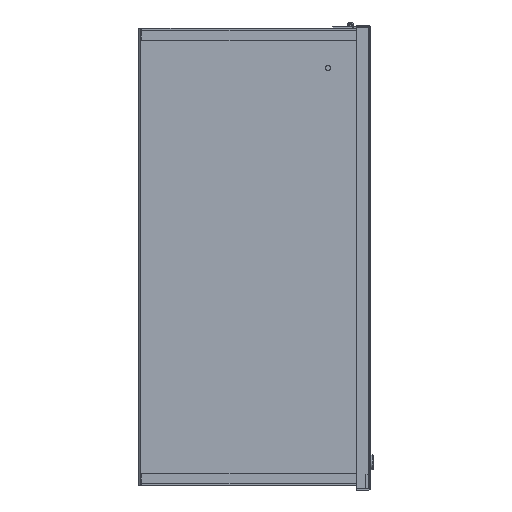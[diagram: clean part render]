
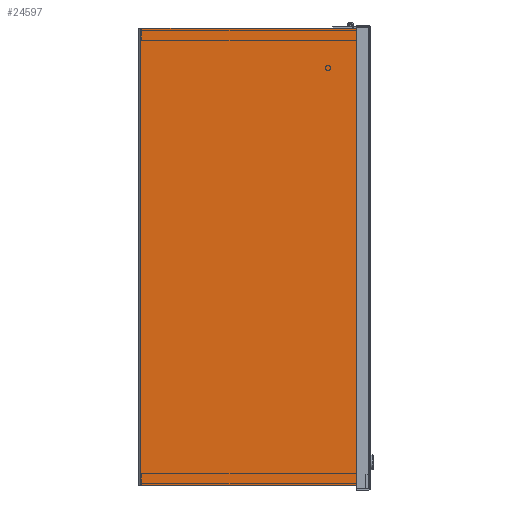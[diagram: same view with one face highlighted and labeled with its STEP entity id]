
A CAD part, front view. The second image highlights one B-rep face of the part: STEP entity #24597.
In plain terms, the highlighted face is planar.
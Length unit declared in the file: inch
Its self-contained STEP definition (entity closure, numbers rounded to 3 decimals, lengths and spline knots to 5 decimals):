
#123 = DIRECTION ( 'NONE',  ( 0., -1., 0. ) ) ;
#240 = CARTESIAN_POINT ( 'NONE',  ( 12., -11.892, -15. ) ) ;
#245 = VECTOR ( 'NONE', #34422, 39.37008 ) ;
#661 = VECTOR ( 'NONE', #123, 39.37008 ) ;
#1584 = LINE ( 'NONE', #31938, #661 ) ;
#2025 = EDGE_CURVE ( 'NONE', #3451, #7626, #1584, .T. ) ;
#3451 = VERTEX_POINT ( 'NONE', #29383 ) ;
#4166 = CARTESIAN_POINT ( 'NONE',  ( 12., -0.108, -15. ) ) ;
#4337 = VERTEX_POINT ( 'NONE', #24905 ) ;
#5965 = LINE ( 'NONE', #4166, #29975 ) ;
#6279 = EDGE_LOOP ( 'NONE', ( #15609, #11747, #15215, #9774 ) ) ;
#6603 = LINE ( 'NONE', #24923, #33819 ) ;
#7626 = VERTEX_POINT ( 'NONE', #240 ) ;
#8076 = DIRECTION ( 'NONE',  ( -1., 0., 0. ) ) ;
#9560 = DIRECTION ( 'NONE',  ( 0., 0., -1. ) ) ;
#9774 = ORIENTED_EDGE ( 'NONE', *, *, #14918, .T. ) ;
#10229 = VERTEX_POINT ( 'NONE', #28495 ) ;
#11747 = ORIENTED_EDGE ( 'NONE', *, *, #30146, .F. ) ;
#14918 = EDGE_CURVE ( 'NONE', #7626, #10229, #6603, .T. ) ;
#15215 = ORIENTED_EDGE ( 'NONE', *, *, #2025, .T. ) ;
#15294 = EDGE_CURVE ( 'NONE', #10229, #4337, #16093, .T. ) ;
#15609 = ORIENTED_EDGE ( 'NONE', *, *, #15294, .T. ) ;
#15785 = DIRECTION ( 'NONE',  ( 0., 1., 0. ) ) ;
#16093 = LINE ( 'NONE', #28944, #245 ) ;
#18736 = AXIS2_PLACEMENT_3D ( 'NONE', #33122, #9560, #15785 ) ;
#24257 = FACE_OUTER_BOUND ( 'NONE', #6279, .T. ) ;
#24597 = ADVANCED_FACE ( 'NONE', ( #24257 ), #26901, .T. ) ;
#24905 = CARTESIAN_POINT ( 'NONE',  ( -12., -0.108, -15. ) ) ;
#24923 = CARTESIAN_POINT ( 'NONE',  ( -12., -11.892, -15. ) ) ;
#26901 = PLANE ( 'NONE',  #18736 ) ;
#27294 = DIRECTION ( 'NONE',  ( -1., 0., 0. ) ) ;
#28495 = CARTESIAN_POINT ( 'NONE',  ( -12., -11.892, -15. ) ) ;
#28944 = CARTESIAN_POINT ( 'NONE',  ( -12., -0.072, -15. ) ) ;
#29383 = CARTESIAN_POINT ( 'NONE',  ( 12., -0.108, -15. ) ) ;
#29975 = VECTOR ( 'NONE', #27294, 39.37008 ) ;
#30146 = EDGE_CURVE ( 'NONE', #3451, #4337, #5965, .T. ) ;
#31938 = CARTESIAN_POINT ( 'NONE',  ( 12., -0.072, -15. ) ) ;
#33122 = CARTESIAN_POINT ( 'NONE',  ( -12., -0.0625, -15. ) ) ;
#33819 = VECTOR ( 'NONE', #8076, 39.37008 ) ;
#34422 = DIRECTION ( 'NONE',  ( 0., 1., 0. ) ) ;
